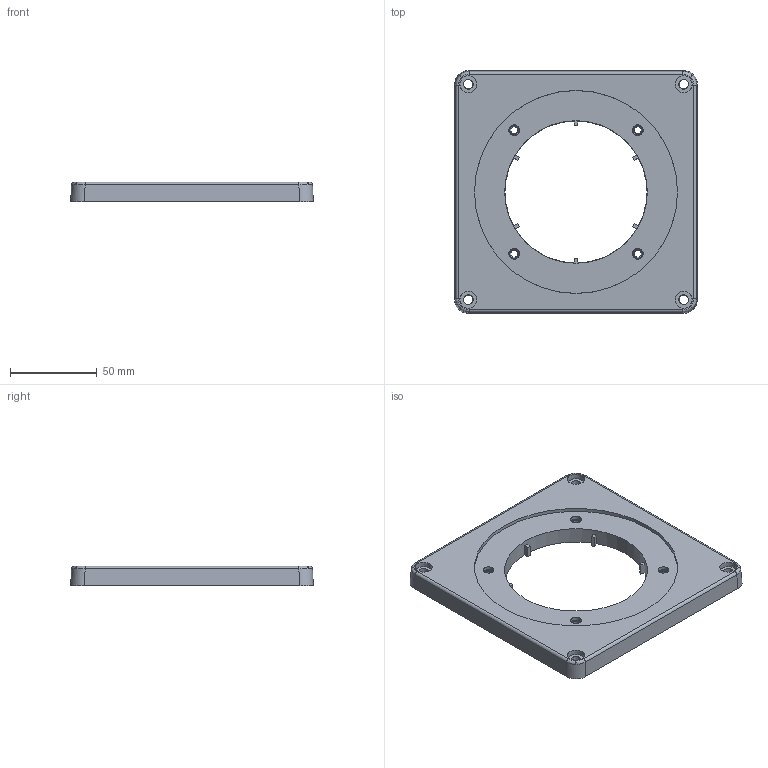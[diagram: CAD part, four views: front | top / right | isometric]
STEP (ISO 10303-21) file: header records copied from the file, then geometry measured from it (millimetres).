
FILE_DESCRIPTION (( 'STEP AP214' ), '1' );
FILE_NAME ('ORC4736-M01.STEP', '2024-05-16T18:30:31', ( '' ), ( '' ), 'SwSTEP 2.0', 'SolidWorks 2020', '' );
FILE_SCHEMA (( 'AUTOMOTIVE_DESIGN' ));
Length unit declared in the file: inch
Products named in the file (1): ORC4736-M01
Bounding box: 139.7 x 139.7 x 11.18 mm (x, y, z)
Volume: 76178.4 mm3; surface area: 52764.2 mm2
Topology: 5 solids, 5 shells, 941 faces, 2302 edges, 1396 vertices
Faces by surface type: cone 308, plane 273, bspline 208, cylinder 144, torus 8
Entity records: 61945 total; most frequent: CARTESIAN_POINT 29912, ORIENTED_EDGE 4604, DIRECTION 3430, EDGE_CURVE 2302, AXIS2_PLACEMENT_3D 1582, VERTEX_POINT 1396, B_SPLINE_CURVE_WITH_KNOTS 1168, EDGE_LOOP 992
